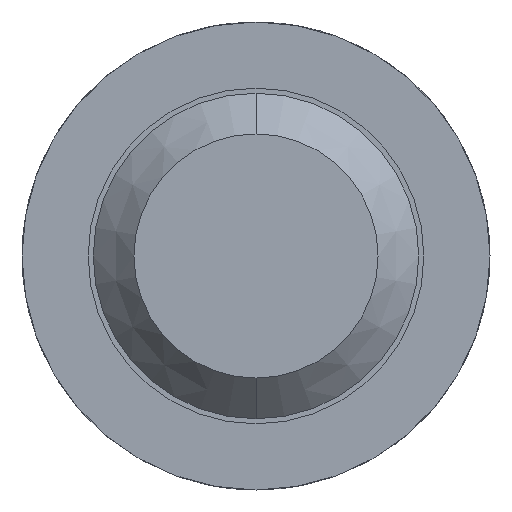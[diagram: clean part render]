
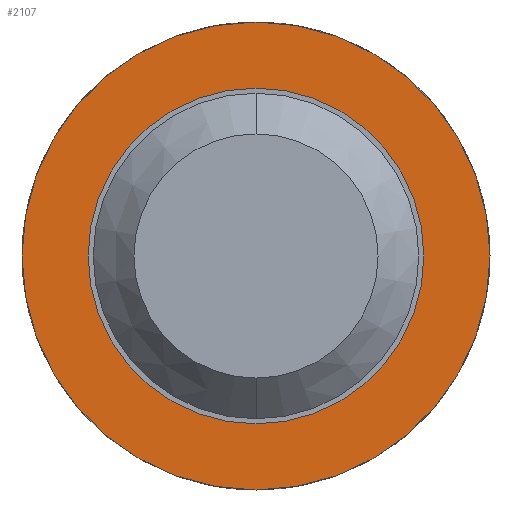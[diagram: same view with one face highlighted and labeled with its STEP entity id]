
A CAD part, front view. The second image highlights one B-rep face of the part: STEP entity #2107.
In plain terms, the highlighted planar face has unit normal (0, -1, 0).
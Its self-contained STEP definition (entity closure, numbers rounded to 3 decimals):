
#55 = DIRECTION ( 'NONE',  ( 0., 1., 0. ) ) ;
#325 = DIRECTION ( 'NONE',  ( 0., 0., 1. ) ) ;
#396 = AXIS2_PLACEMENT_3D ( 'NONE', #2101, #3170, #3149 ) ;
#401 = VERTEX_POINT ( 'NONE', #1673 ) ;
#674 = CARTESIAN_POINT ( 'NONE',  ( 0., -1.5, -0.825 ) ) ;
#799 = VERTEX_POINT ( 'NONE', #3103 ) ;
#1097 = CIRCLE ( 'NONE', #1537, 0.825 ) ;
#1203 = EDGE_CURVE ( 'Defeature ausgef�hrt1_43+Defeature ausgef�hrt1_42+Defeature ausgef�hrt1_42+Defeature ausgef�hrt1_42', #3166, #799, #3596, .T. ) ;
#1271 = DIRECTION ( 'NONE',  ( 0., 1., 0. ) ) ;
#1475 = EDGE_LOOP ( 'NONE', ( #4189, #3175 ) ) ;
#1537 = AXIS2_PLACEMENT_3D ( 'NONE', #3490, #55, #325 ) ;
#1577 = CARTESIAN_POINT ( 'NONE',  ( 0., -1.5, 0. ) ) ;
#1673 = CARTESIAN_POINT ( 'NONE',  ( 0., -1.5, 1.15 ) ) ;
#1744 = PLANE ( 'NONE',  #396 ) ;
#1784 = FACE_OUTER_BOUND ( 'NONE', #2466, .T. ) ;
#2101 = CARTESIAN_POINT ( 'NONE',  ( 0.825, -1.5, 0. ) ) ;
#2107 = ADVANCED_FACE ( 'Defeature ausgef�hrt1_43', ( #1784, #3465 ), #1744, .F. ) ;
#2301 = EDGE_CURVE ( 'Defeature ausgef�hrt1_37+Defeature ausgef�hrt1_43+Defeature ausgef�hrt1_43+Defeature ausgef�hrt1_43', #401, #4500, #2803, .T. ) ;
#2340 = DIRECTION ( 'NONE',  ( 0., 0., 1. ) ) ;
#2359 = EDGE_CURVE ( 'Defeature ausgef�hrt1_37+Defeature ausgef�hrt1_43+Defeature ausgef�hrt1_43+Defeature ausgef�hrt1_43', #4500, #401, #3372, .T. ) ;
#2466 = EDGE_LOOP ( 'NONE', ( #3561, #2793 ) ) ;
#2579 = AXIS2_PLACEMENT_3D ( 'NONE', #1577, #4029, #2340 ) ;
#2600 = DIRECTION ( 'NONE',  ( 0., 1., 0. ) ) ;
#2669 = DIRECTION ( 'NONE',  ( 0., 0., 1. ) ) ;
#2793 = ORIENTED_EDGE ( 'NONE', *, *, #2359, .F. ) ;
#2803 = CIRCLE ( 'NONE', #2579, 1.15 ) ;
#2947 = AXIS2_PLACEMENT_3D ( 'NONE', #3010, #1271, #2669 ) ;
#3010 = CARTESIAN_POINT ( 'NONE',  ( 0., -1.5, 0. ) ) ;
#3103 = CARTESIAN_POINT ( 'NONE',  ( 0., -1.5, 0.825 ) ) ;
#3149 = DIRECTION ( 'NONE',  ( 0., 0., 1. ) ) ;
#3166 = VERTEX_POINT ( 'NONE', #674 ) ;
#3170 = DIRECTION ( 'NONE',  ( 0., 1., 0. ) ) ;
#3175 = ORIENTED_EDGE ( 'NONE', *, *, #1203, .T. ) ;
#3291 = CARTESIAN_POINT ( 'NONE',  ( 0., -1.5, -1.15 ) ) ;
#3323 = CARTESIAN_POINT ( 'NONE',  ( 0., -1.5, 0. ) ) ;
#3372 = CIRCLE ( 'NONE', #2947, 1.15 ) ;
#3465 = FACE_BOUND ( 'NONE', #1475, .T. ) ;
#3490 = CARTESIAN_POINT ( 'NONE',  ( 0., -1.5, 0. ) ) ;
#3561 = ORIENTED_EDGE ( 'NONE', *, *, #2301, .F. ) ;
#3596 = CIRCLE ( 'NONE', #4326, 0.825 ) ;
#3904 = EDGE_CURVE ( 'Defeature ausgef�hrt1_43+Defeature ausgef�hrt1_42+Defeature ausgef�hrt1_42+Defeature ausgef�hrt1_42', #799, #3166, #1097, .T. ) ;
#3988 = DIRECTION ( 'NONE',  ( 0., 0., 1. ) ) ;
#4029 = DIRECTION ( 'NONE',  ( 0., 1., 0. ) ) ;
#4189 = ORIENTED_EDGE ( 'NONE', *, *, #3904, .T. ) ;
#4326 = AXIS2_PLACEMENT_3D ( 'NONE', #3323, #2600, #3988 ) ;
#4500 = VERTEX_POINT ( 'NONE', #3291 ) ;
